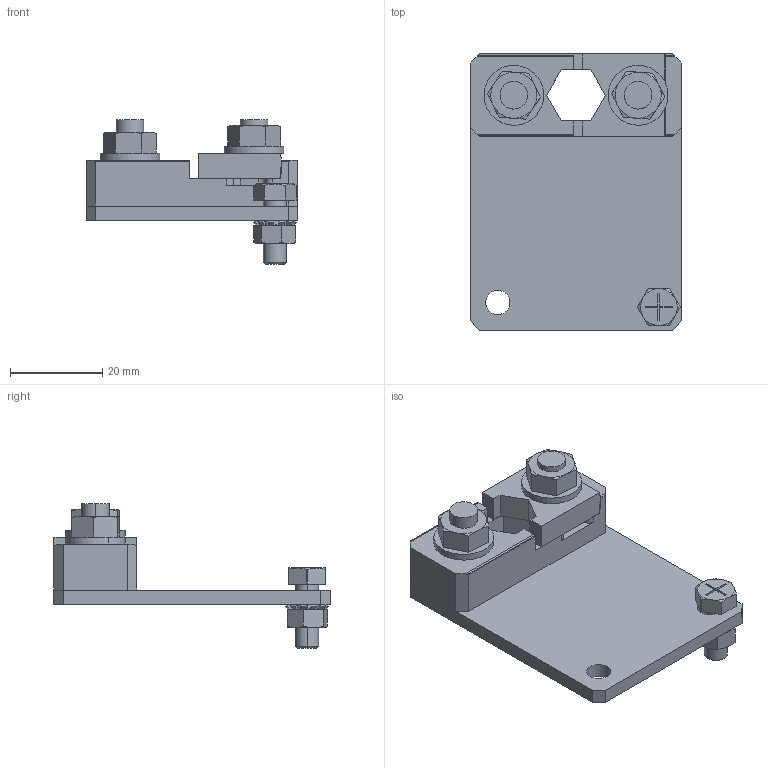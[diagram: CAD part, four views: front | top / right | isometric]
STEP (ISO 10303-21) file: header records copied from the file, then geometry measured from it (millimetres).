
FILE_DESCRIPTION (( 'STEP AP214' ), '1' );
FILE_NAME ('PR-D-30H-FU-N_E.STEP', '2024-03-24T23:24:45', ( '1309' ), ( 'HP Inc.' ), 'SwSTEP 2.0', 'SolidWorks 2023', '' );
FILE_SCHEMA (( 'AUTOMOTIVE_DESIGN' ));
Length unit declared in the file: millimetre
Products named in the file (7): 十字穴付き六角ｱﾌﾟｾｯﾄﾎﾞﾙﾄ M5×L_十字穴付き六角ｱﾌﾟｾｯﾄﾎﾞﾙﾄ M5×14; PR-D-30H-FU-N_E; PR-D-30H-FU-A-N1; PR-D-30H-FU-B-N1; 歯付座金付六角ﾅｯﾄ 1種 M5_FNTLTW-STU-M5; PR-D-30H-C; 六角ﾅｯﾄ ﾌﾗﾝｼﾞﾅｯﾄ M6
Assembly tree (7 placements, depth 2):
  PR-D-30H-FU-N_E
    PR-D-30H-C
    PR-D-30H-FU-A-N1
    PR-D-30H-FU-B-N1
    十字穴付き六角ｱﾌﾟｾｯﾄﾎﾞﾙﾄ M5×L_十字穴付き六角ｱﾌﾟｾｯﾄﾎﾞﾙﾄ M5×14
    六角ﾅｯﾄ ﾌﾗﾝｼﾞﾅｯﾄ M6  x2
    歯付座金付六角ﾅｯﾄ 1種 M5_FNTLTW-STU-M5
Bounding box: 46 x 60 x 31.5 mm (x, y, z)
Volume: 17473.7 mm3; surface area: 12695.4 mm2
Topology: 7 solids, 7 shells, 282 faces, 688 edges, 425 vertices
Faces by surface type: plane 144, cone 90, cylinder 46, torus 2
Entity records: 7907 total; most frequent: CARTESIAN_POINT 1446, DIRECTION 1347, ORIENTED_EDGE 1276, EDGE_CURVE 638, AXIS2_PLACEMENT_3D 476, LINE 395, VERTEX_POINT 395, VECTOR 395
